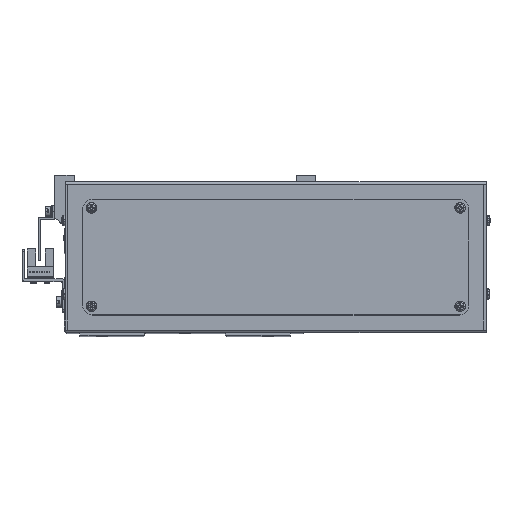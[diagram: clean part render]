
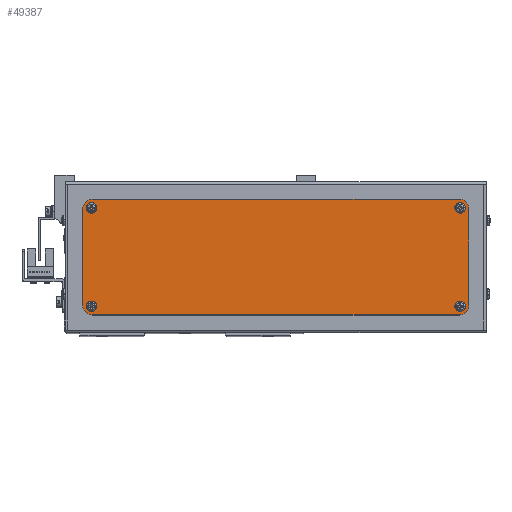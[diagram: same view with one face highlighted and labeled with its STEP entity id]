
A CAD part, top view. The second image highlights one B-rep face of the part: STEP entity #49387.
In plain terms, the highlighted planar face has unit normal (0, 0, 1).
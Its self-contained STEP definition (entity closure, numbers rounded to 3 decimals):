
#139 = VECTOR ( 'NONE', #16648, 1000. ) ;
#416 = DIRECTION ( 'NONE',  ( 0., -1., 0. ) ) ;
#980 = AXIS2_PLACEMENT_3D ( 'NONE', #53470, #20623, #59001 ) ;
#1569 = CARTESIAN_POINT ( 'NONE',  ( -95., -25., 2. ) ) ;
#1743 = DIRECTION ( 'NONE',  ( 1., 0., 0. ) ) ;
#3812 = CIRCLE ( 'NONE', #55746, 1.7 ) ;
#4140 = CARTESIAN_POINT ( 'NONE',  ( -100., 25., 2. ) ) ;
#5261 = DIRECTION ( 'NONE',  ( 1., 0., 0. ) ) ;
#5438 = AXIS2_PLACEMENT_3D ( 'NONE', #28025, #66356, #33539 ) ;
#5946 = CARTESIAN_POINT ( 'NONE',  ( 93.8, -25.5, 2. ) ) ;
#6992 = CARTESIAN_POINT ( 'NONE',  ( -97.2, 25.5, 2. ) ) ;
#7691 = EDGE_CURVE ( 'NONE', #35996, #23320, #67482, .T. ) ;
#7826 = VERTEX_POINT ( 'NONE', #11657 ) ;
#7912 = EDGE_CURVE ( 'NONE', #31143, #22477, #55419, .T. ) ;
#8666 = DIRECTION ( 'NONE',  ( 0., 0., 1. ) ) ;
#8770 = FACE_BOUND ( 'NONE', #41886, .T. ) ;
#8797 = DIRECTION ( 'NONE',  ( 0., 0., 1. ) ) ;
#8973 = ORIENTED_EDGE ( 'NONE', *, *, #63966, .T. ) ;
#10283 = CARTESIAN_POINT ( 'NONE',  ( -95.5, 25.5, 2. ) ) ;
#11169 = ORIENTED_EDGE ( 'NONE', *, *, #42304, .F. ) ;
#11657 = CARTESIAN_POINT ( 'NONE',  ( 97.2, 25.5, 2. ) ) ;
#12425 = DIRECTION ( 'NONE',  ( -1., 0., 0. ) ) ;
#13209 = DIRECTION ( 'NONE',  ( 0., 0., 1. ) ) ;
#13749 = DIRECTION ( 'NONE',  ( 0., 0., 1. ) ) ;
#13882 = CARTESIAN_POINT ( 'NONE',  ( -95., -30., 2. ) ) ;
#14350 = ORIENTED_EDGE ( 'NONE', *, *, #44151, .F. ) ;
#14812 = LINE ( 'NONE', #21980, #139 ) ;
#15492 = AXIS2_PLACEMENT_3D ( 'NONE', #46166, #13209, #51655 ) ;
#15789 = DIRECTION ( 'NONE',  ( 1., 0., 0. ) ) ;
#16648 = DIRECTION ( 'NONE',  ( 0., 1., 0. ) ) ;
#16926 = ORIENTED_EDGE ( 'NONE', *, *, #43421, .T. ) ;
#17720 = EDGE_CURVE ( 'NONE', #62768, #69527, #25650, .T. ) ;
#17955 = DIRECTION ( 'NONE',  ( 0., 0., 1. ) ) ;
#18055 = CARTESIAN_POINT ( 'NONE',  ( -97.2, -25.5, 2. ) ) ;
#18083 = VERTEX_POINT ( 'NONE', #34920 ) ;
#18119 = DIRECTION ( 'NONE',  ( 0., 0., 1. ) ) ;
#18135 = CARTESIAN_POINT ( 'NONE',  ( -93.8, -25.5, 2. ) ) ;
#20481 = CIRCLE ( 'NONE', #980, 1.7 ) ;
#20623 = DIRECTION ( 'NONE',  ( 0., 0., 1. ) ) ;
#21722 = CARTESIAN_POINT ( 'NONE',  ( 97.2, -25.5, 2. ) ) ;
#21746 = CARTESIAN_POINT ( 'NONE',  ( 95., 30., 2. ) ) ;
#21980 = CARTESIAN_POINT ( 'NONE',  ( 100., 25., 2. ) ) ;
#22477 = VERTEX_POINT ( 'NONE', #21722 ) ;
#23320 = VERTEX_POINT ( 'NONE', #29987 ) ;
#23687 = CIRCLE ( 'NONE', #33363, 5. ) ;
#23721 = PLANE ( 'NONE',  #60953 ) ;
#24559 = LINE ( 'NONE', #50880, #40931 ) ;
#25138 = ORIENTED_EDGE ( 'NONE', *, *, #17720, .T. ) ;
#25650 = LINE ( 'NONE', #69999, #40282 ) ;
#25883 = ORIENTED_EDGE ( 'NONE', *, *, #29855, .F. ) ;
#25914 = AXIS2_PLACEMENT_3D ( 'NONE', #62902, #30060, #68390 ) ;
#26388 = DIRECTION ( 'NONE',  ( 0., 0., 1. ) ) ;
#28025 = CARTESIAN_POINT ( 'NONE',  ( 95.5, 25.5, 2. ) ) ;
#28139 = CARTESIAN_POINT ( 'NONE',  ( 100., 25., 2. ) ) ;
#29094 = CIRCLE ( 'NONE', #5438, 1.7 ) ;
#29758 = CIRCLE ( 'NONE', #69184, 5. ) ;
#29855 = EDGE_CURVE ( 'NONE', #43466, #7826, #29094, .T. ) ;
#29879 = VERTEX_POINT ( 'NONE', #21746 ) ;
#29987 = CARTESIAN_POINT ( 'NONE',  ( -93.8, 25.5, 2. ) ) ;
#30060 = DIRECTION ( 'NONE',  ( 0., 0., 1. ) ) ;
#30533 = CIRCLE ( 'NONE', #50378, 1.7 ) ;
#30612 = EDGE_CURVE ( 'NONE', #41229, #18083, #44455, .T. ) ;
#31028 = CARTESIAN_POINT ( 'NONE',  ( 93.8, 25.5, 2. ) ) ;
#31143 = VERTEX_POINT ( 'NONE', #5946 ) ;
#31342 = ORIENTED_EDGE ( 'NONE', *, *, #36091, .F. ) ;
#31953 = EDGE_CURVE ( 'NONE', #63471, #39086, #3812, .T. ) ;
#32730 = EDGE_CURVE ( 'NONE', #69527, #53476, #52700, .T. ) ;
#33363 = AXIS2_PLACEMENT_3D ( 'NONE', #59282, #26388, #64763 ) ;
#33539 = DIRECTION ( 'NONE',  ( 1., 0., 0. ) ) ;
#34687 = DIRECTION ( 'NONE',  ( 0., 0., 1. ) ) ;
#34756 = DIRECTION ( 'NONE',  ( 1., 0., 0. ) ) ;
#34920 = CARTESIAN_POINT ( 'NONE',  ( -100., -25., 2. ) ) ;
#35460 = EDGE_LOOP ( 'NONE', ( #58271, #31342 ) ) ;
#35495 = EDGE_LOOP ( 'NONE', ( #16926, #25138, #59082, #67778, #64138, #8973, #37519, #51114 ) ) ;
#35714 = VERTEX_POINT ( 'NONE', #48137 ) ;
#35881 = EDGE_LOOP ( 'NONE', ( #25883, #67538 ) ) ;
#35996 = VERTEX_POINT ( 'NONE', #6992 ) ;
#36091 = EDGE_CURVE ( 'NONE', #23320, #35996, #58729, .T. ) ;
#36284 = FACE_BOUND ( 'NONE', #35881, .T. ) ;
#37519 = ORIENTED_EDGE ( 'NONE', *, *, #43779, .T. ) ;
#38147 = EDGE_CURVE ( 'NONE', #7826, #43466, #49875, .T. ) ;
#38179 = DIRECTION ( 'NONE',  ( 0., 0., 1. ) ) ;
#39086 = VERTEX_POINT ( 'NONE', #18135 ) ;
#39510 = AXIS2_PLACEMENT_3D ( 'NONE', #67535, #34687, #1743 ) ;
#40282 = VECTOR ( 'NONE', #53448, 1000. ) ;
#40931 = VECTOR ( 'NONE', #12425, 1000. ) ;
#41229 = VERTEX_POINT ( 'NONE', #4140 ) ;
#41579 = CARTESIAN_POINT ( 'NONE',  ( -95., -25., 2. ) ) ;
#41726 = CARTESIAN_POINT ( 'NONE',  ( 95.5, -25.5, 2. ) ) ;
#41886 = EDGE_LOOP ( 'NONE', ( #49443, #14350 ) ) ;
#42304 = EDGE_CURVE ( 'NONE', #39086, #63471, #20481, .T. ) ;
#43421 = EDGE_CURVE ( 'NONE', #18083, #62768, #29758, .T. ) ;
#43466 = VERTEX_POINT ( 'NONE', #31028 ) ;
#43779 = EDGE_CURVE ( 'NONE', #35714, #41229, #23687, .T. ) ;
#44151 = EDGE_CURVE ( 'NONE', #22477, #31143, #30533, .T. ) ;
#44455 = LINE ( 'NONE', #66230, #68432 ) ;
#46138 = CARTESIAN_POINT ( 'NONE',  ( 95., -30., 2. ) ) ;
#46166 = CARTESIAN_POINT ( 'NONE',  ( -95.5, 25.5, 2. ) ) ;
#46425 = EDGE_CURVE ( 'NONE', #53476, #47112, #14812, .T. ) ;
#46455 = AXIS2_PLACEMENT_3D ( 'NONE', #71043, #38179, #5261 ) ;
#46688 = CARTESIAN_POINT ( 'NONE',  ( -95.5, -25.5, 2. ) ) ;
#47112 = VERTEX_POINT ( 'NONE', #28139 ) ;
#47120 = DIRECTION ( 'NONE',  ( 1., 0., 0. ) ) ;
#47262 = DIRECTION ( 'NONE',  ( 1., 0., 0. ) ) ;
#48137 = CARTESIAN_POINT ( 'NONE',  ( -95., 30., 2. ) ) ;
#48233 = AXIS2_PLACEMENT_3D ( 'NONE', #10283, #48719, #15789 ) ;
#48719 = DIRECTION ( 'NONE',  ( 0., 0., 1. ) ) ;
#49387 = ADVANCED_FACE ( 'NONE', ( #8770, #36284, #67152, #50876, #65460 ), #23721, .T. ) ;
#49443 = ORIENTED_EDGE ( 'NONE', *, *, #7912, .F. ) ;
#49875 = CIRCLE ( 'NONE', #46455, 1.7 ) ;
#50378 = AXIS2_PLACEMENT_3D ( 'NONE', #41726, #8797, #47262 ) ;
#50876 = FACE_BOUND ( 'NONE', #35460, .T. ) ;
#50880 = CARTESIAN_POINT ( 'NONE',  ( -95., 30., 2. ) ) ;
#50996 = CARTESIAN_POINT ( 'NONE',  ( 95., 25., 2. ) ) ;
#51114 = ORIENTED_EDGE ( 'NONE', *, *, #30612, .T. ) ;
#51655 = DIRECTION ( 'NONE',  ( 1., 0., 0. ) ) ;
#52181 = DIRECTION ( 'NONE',  ( 1., 0., 0. ) ) ;
#52238 = CIRCLE ( 'NONE', #55019, 5. ) ;
#52700 = CIRCLE ( 'NONE', #25914, 5. ) ;
#53448 = DIRECTION ( 'NONE',  ( 1., 0., 0. ) ) ;
#53470 = CARTESIAN_POINT ( 'NONE',  ( -95.5, -25.5, 2. ) ) ;
#53476 = VERTEX_POINT ( 'NONE', #65250 ) ;
#54625 = ORIENTED_EDGE ( 'NONE', *, *, #31953, .F. ) ;
#55019 = AXIS2_PLACEMENT_3D ( 'NONE', #50996, #18119, #56483 ) ;
#55419 = CIRCLE ( 'NONE', #39510, 1.7 ) ;
#55746 = AXIS2_PLACEMENT_3D ( 'NONE', #46688, #13749, #52181 ) ;
#56483 = DIRECTION ( 'NONE',  ( 1., 0., 0. ) ) ;
#58271 = ORIENTED_EDGE ( 'NONE', *, *, #7691, .F. ) ;
#58729 = CIRCLE ( 'NONE', #15492, 1.7 ) ;
#59001 = DIRECTION ( 'NONE',  ( 1., 0., 0. ) ) ;
#59082 = ORIENTED_EDGE ( 'NONE', *, *, #32730, .T. ) ;
#59282 = CARTESIAN_POINT ( 'NONE',  ( -95., 25., 2. ) ) ;
#60953 = AXIS2_PLACEMENT_3D ( 'NONE', #1569, #17955, #34756 ) ;
#62768 = VERTEX_POINT ( 'NONE', #13882 ) ;
#62902 = CARTESIAN_POINT ( 'NONE',  ( 95., -25., 2. ) ) ;
#63471 = VERTEX_POINT ( 'NONE', #18055 ) ;
#63751 = EDGE_LOOP ( 'NONE', ( #54625, #11169 ) ) ;
#63966 = EDGE_CURVE ( 'NONE', #29879, #35714, #24559, .T. ) ;
#64138 = ORIENTED_EDGE ( 'NONE', *, *, #68784, .T. ) ;
#64763 = DIRECTION ( 'NONE',  ( 1., 0., 0. ) ) ;
#65250 = CARTESIAN_POINT ( 'NONE',  ( 100., -25., 2. ) ) ;
#65460 = FACE_BOUND ( 'NONE', #63751, .T. ) ;
#66230 = CARTESIAN_POINT ( 'NONE',  ( -100., -25., 2. ) ) ;
#66356 = DIRECTION ( 'NONE',  ( 0., 0., 1. ) ) ;
#67152 = FACE_OUTER_BOUND ( 'NONE', #35495, .T. ) ;
#67482 = CIRCLE ( 'NONE', #48233, 1.7 ) ;
#67535 = CARTESIAN_POINT ( 'NONE',  ( 95.5, -25.5, 2. ) ) ;
#67538 = ORIENTED_EDGE ( 'NONE', *, *, #38147, .F. ) ;
#67778 = ORIENTED_EDGE ( 'NONE', *, *, #46425, .T. ) ;
#68390 = DIRECTION ( 'NONE',  ( 1., 0., 0. ) ) ;
#68432 = VECTOR ( 'NONE', #416, 1000. ) ;
#68784 = EDGE_CURVE ( 'NONE', #47112, #29879, #52238, .T. ) ;
#69184 = AXIS2_PLACEMENT_3D ( 'NONE', #41579, #8666, #47120 ) ;
#69527 = VERTEX_POINT ( 'NONE', #46138 ) ;
#69999 = CARTESIAN_POINT ( 'NONE',  ( 95., -30., 2. ) ) ;
#71043 = CARTESIAN_POINT ( 'NONE',  ( 95.5, 25.5, 2. ) ) ;
